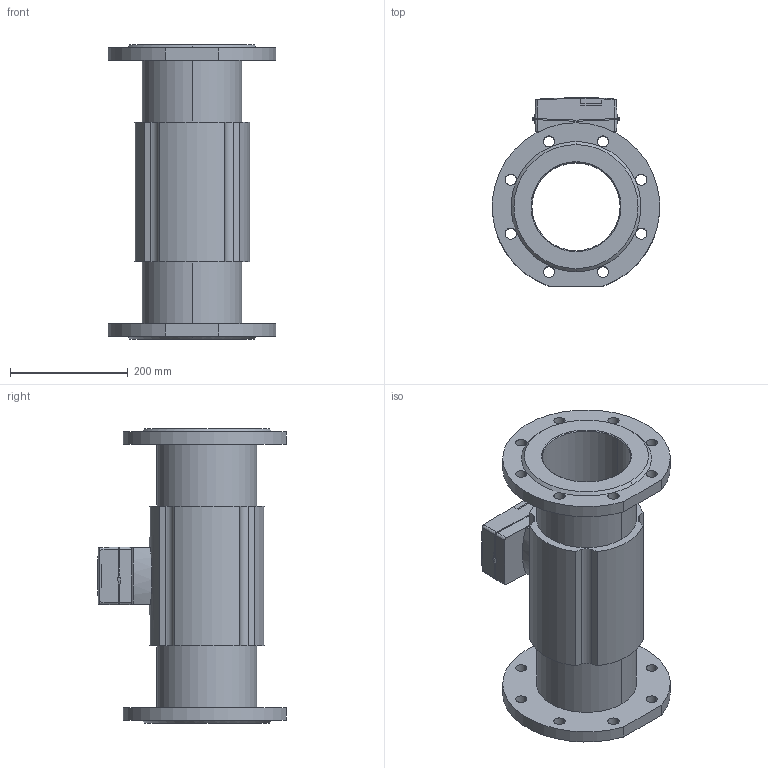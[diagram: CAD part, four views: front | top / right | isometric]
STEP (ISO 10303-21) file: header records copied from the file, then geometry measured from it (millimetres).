
FILE_DESCRIPTION (( 'STEP AP214' ), '1' );
FILE_NAME ('10000082728_SWA_000_HYDRUS2_GWZ_DN150_BL500mm-214.step', '2021-01-27T09:33:02', ( '' ), ( '' ), 'SwSTEP 2.0', 'SolidWorks 2020', '' );
FILE_SCHEMA (( 'AUTOMOTIVE_DESIGN' ));
Length unit declared in the file: millimetre
Products named in the file (3): 10000082728_SWA_000_HYDRUS2_GWZ_DN150_BL500mm-214; 10000082727_SWP_000_HYDRUS2_GWZ_DN150_500mm; 10000082453_SWP_000_GWZ_Daten
Assembly tree (2 placements, depth 2):
  10000082728_SWA_000_HYDRUS2_GWZ_DN150_BL500mm-214
    10000082727_SWP_000_HYDRUS2_GWZ_DN150_500mm
    10000082453_SWP_000_GWZ_Daten
Bounding box: 284.09 x 320.95 x 500 mm (x, y, z)
Volume: 6758392.9 mm3; surface area: 796302.4 mm2
Topology: 3 solids, 3 shells, 144 faces, 466 edges, 324 vertices
Faces by surface type: cylinder 68, plane 45, bspline 23, cone 8
Entity records: 6516 total; most frequent: CARTESIAN_POINT 2377, ORIENTED_EDGE 932, DIRECTION 735, EDGE_CURVE 466, VERTEX_POINT 324, AXIS2_PLACEMENT_3D 290, EDGE_LOOP 178, CIRCLE 164
